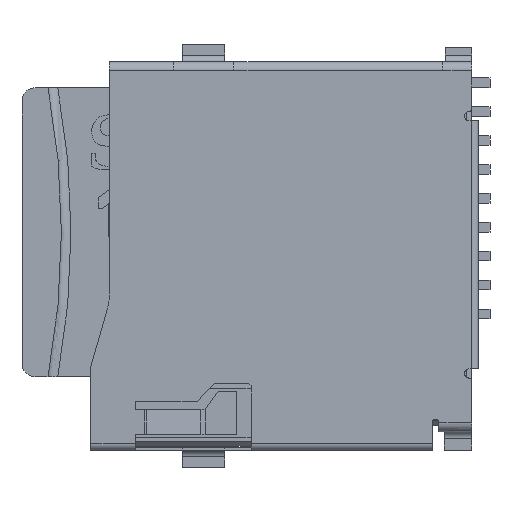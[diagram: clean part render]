
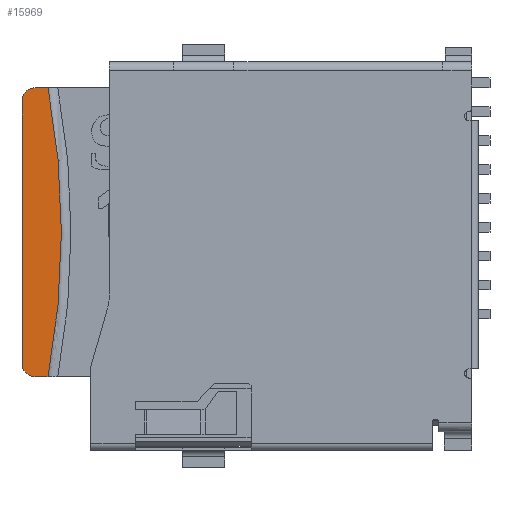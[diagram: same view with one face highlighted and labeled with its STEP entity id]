
A CAD part, top view. The second image highlights one B-rep face of the part: STEP entity #15969.
In plain terms, the highlighted planar face has unit normal (0, 0, 1).
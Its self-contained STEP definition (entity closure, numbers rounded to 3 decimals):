
#505 = CARTESIAN_POINT ( 'NONE',  ( -31.121, 8.3, 2.05 ) ) ;
#917 = DIRECTION ( 'NONE',  ( -1., 0., 0. ) ) ;
#1035 = CARTESIAN_POINT ( 'NONE',  ( -2.121, 13.3, 2.05 ) ) ;
#1352 = EDGE_CURVE ( 'NONE', #19137, #14128, #18224, .T. ) ;
#2622 = DIRECTION ( 'NONE',  ( 0., -1., 0. ) ) ;
#3179 = AXIS2_PLACEMENT_3D ( 'NONE', #16018, #3820, #18066 ) ;
#3820 = DIRECTION ( 'NONE',  ( 0., 0., 1. ) ) ;
#4154 = ORIENTED_EDGE ( 'NONE', *, *, #10793, .T. ) ;
#4203 = CARTESIAN_POINT ( 'NONE',  ( -1.629, 13.8, 2.05 ) ) ;
#4410 = EDGE_CURVE ( 'NONE', #6911, #19973, #23041, .T. ) ;
#4645 = CARTESIAN_POINT ( 'NONE',  ( -2.121, 13.8, 2.05 ) ) ;
#5016 = DIRECTION ( 'NONE',  ( 0., -1., 0. ) ) ;
#6063 = ORIENTED_EDGE ( 'NONE', *, *, #4410, .T. ) ;
#6349 = AXIS2_PLACEMENT_3D ( 'NONE', #15422, #19608, #5016 ) ;
#6393 = CARTESIAN_POINT ( 'NONE',  ( -2.621, 3.3, 2.05 ) ) ;
#6911 = VERTEX_POINT ( 'NONE', #4203 ) ;
#7265 = DIRECTION ( 'NONE',  ( 0., 0., 1. ) ) ;
#7359 = EDGE_CURVE ( 'NONE', #14128, #11317, #7911, .T. ) ;
#7664 = VERTEX_POINT ( 'NONE', #26267 ) ;
#7911 = LINE ( 'NONE', #10982, #15882 ) ;
#8334 = EDGE_CURVE ( 'NONE', #11317, #6911, #14214, .T. ) ;
#8716 = AXIS2_PLACEMENT_3D ( 'NONE', #1035, #7265, #15290 ) ;
#9620 = CARTESIAN_POINT ( 'NONE',  ( -1.629, 2.8, 2.05 ) ) ;
#9645 = FACE_OUTER_BOUND ( 'NONE', #21251, .T. ) ;
#10008 = CARTESIAN_POINT ( 'NONE',  ( -2.121, 2.8, 2.05 ) ) ;
#10793 = EDGE_CURVE ( 'NONE', #19973, #7664, #26329, .T. ) ;
#10982 = CARTESIAN_POINT ( 'NONE',  ( -2.121, 2.8, 2.05 ) ) ;
#11317 = VERTEX_POINT ( 'NONE', #9620 ) ;
#11746 = AXIS2_PLACEMENT_3D ( 'NONE', #505, #23105, #14588 ) ;
#13033 = ORIENTED_EDGE ( 'NONE', *, *, #21833, .T. ) ;
#13198 = VECTOR ( 'NONE', #2622, 1000. ) ;
#13606 = ORIENTED_EDGE ( 'NONE', *, *, #1352, .T. ) ;
#13614 = PLANE ( 'NONE',  #3179 ) ;
#14128 = VERTEX_POINT ( 'NONE', #10008 ) ;
#14214 = CIRCLE ( 'NONE', #11746, 30. ) ;
#14588 = DIRECTION ( 'NONE',  ( 0., -1., 0. ) ) ;
#15290 = DIRECTION ( 'NONE',  ( 0., -1., 0. ) ) ;
#15422 = CARTESIAN_POINT ( 'NONE',  ( -2.121, 3.3, 2.05 ) ) ;
#15882 = VECTOR ( 'NONE', #22977, 1000. ) ;
#15969 = ADVANCED_FACE ( 'NONE', ( #9645 ), #13614, .T. ) ;
#16018 = CARTESIAN_POINT ( 'NONE',  ( -2.121, 3.3, 2.05 ) ) ;
#16343 = ORIENTED_EDGE ( 'NONE', *, *, #8334, .T. ) ;
#17189 = CARTESIAN_POINT ( 'NONE',  ( -2.121, 13.8, 2.05 ) ) ;
#18066 = DIRECTION ( 'NONE',  ( 0., -1., 0. ) ) ;
#18224 = CIRCLE ( 'NONE', #6349, 0.5 ) ;
#18902 = LINE ( 'NONE', #23348, #13198 ) ;
#19137 = VERTEX_POINT ( 'NONE', #6393 ) ;
#19608 = DIRECTION ( 'NONE',  ( 0., 0., 1. ) ) ;
#19973 = VERTEX_POINT ( 'NONE', #4645 ) ;
#21251 = EDGE_LOOP ( 'NONE', ( #25248, #16343, #6063, #4154, #13033, #13606 ) ) ;
#21833 = EDGE_CURVE ( 'NONE', #7664, #19137, #18902, .T. ) ;
#22096 = VECTOR ( 'NONE', #917, 1000. ) ;
#22977 = DIRECTION ( 'NONE',  ( 1., 0., 0. ) ) ;
#23041 = LINE ( 'NONE', #17189, #22096 ) ;
#23105 = DIRECTION ( 'NONE',  ( 0., 0., 1. ) ) ;
#23348 = CARTESIAN_POINT ( 'NONE',  ( -2.621, 13.3, 2.05 ) ) ;
#25248 = ORIENTED_EDGE ( 'NONE', *, *, #7359, .T. ) ;
#26267 = CARTESIAN_POINT ( 'NONE',  ( -2.621, 13.3, 2.05 ) ) ;
#26329 = CIRCLE ( 'NONE', #8716, 0.5 ) ;
